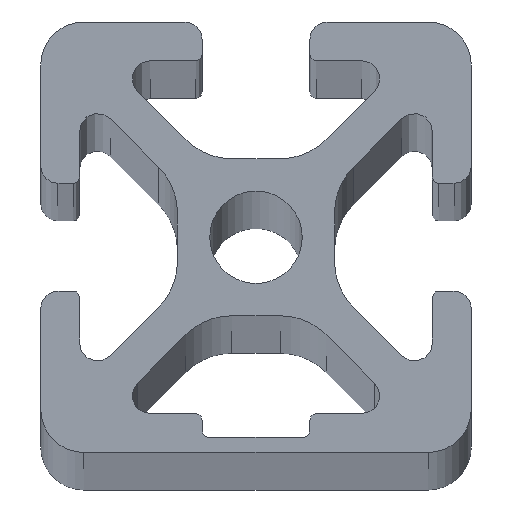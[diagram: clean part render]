
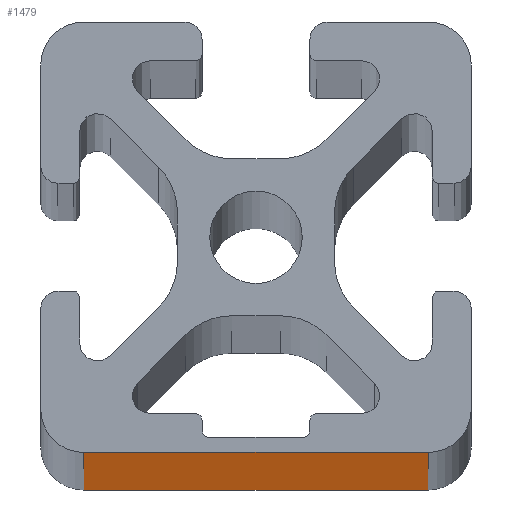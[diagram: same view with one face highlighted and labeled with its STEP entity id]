
A CAD part, top view. The second image highlights one B-rep face of the part: STEP entity #1479.
In plain terms, the highlighted planar face has unit normal (0, -1, 0).
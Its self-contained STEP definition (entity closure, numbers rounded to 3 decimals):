
#200=FACE_OUTER_BOUND($,#274,.T.);
#274=EDGE_LOOP($,(#1210,#1211,#1212,#1213));
#420=LINE($,#2497,#564);
#421=LINE($,#2500,#565);
#422=LINE($,#2502,#566);
#423=LINE($,#2503,#567);
#564=VECTOR($,#2053,1000.);
#565=VECTOR($,#2056,16.);
#566=VECTOR($,#2057,16.);
#567=VECTOR($,#2058,1000.);
#710=VERTEX_POINT($,#2493);
#711=VERTEX_POINT($,#2495);
#712=VERTEX_POINT($,#2499);
#713=VERTEX_POINT($,#2501);
#924=EDGE_CURVE($,#710,#711,#420,.T.);
#925=EDGE_CURVE($,#712,#710,#421,.T.);
#926=EDGE_CURVE($,#713,#711,#422,.T.);
#927=EDGE_CURVE($,#712,#713,#423,.T.);
#1210=ORIENTED_EDGE($,*,*,#925,.T.);
#1211=ORIENTED_EDGE($,*,*,#924,.T.);
#1212=ORIENTED_EDGE($,*,*,#926,.F.);
#1213=ORIENTED_EDGE($,*,*,#927,.F.);
#1406=PLANE($,#1627);
#1479=ADVANCED_FACE($,(#200),#1406,.T.);
#1627=AXIS2_PLACEMENT_3D($,#2498,#2054,#2055);
#2053=DIRECTION($,(0.,0.,1.));
#2054=DIRECTION('center_axis',(0.,-1.,0.));
#2055=DIRECTION('ref_axis',(1.,0.,0.));
#2056=DIRECTION($,(1.,0.,0.));
#2057=DIRECTION($,(1.,0.,0.));
#2058=DIRECTION($,(0.,0.,1.));
#2493=CARTESIAN_POINT('',(8.,-10.,0.));
#2495=CARTESIAN_POINT('',(8.,-10.,1000.));
#2497=CARTESIAN_POINT($,(8.,-10.,0.));
#2498=CARTESIAN_POINT('Origin',(-8.,-10.,0.));
#2499=CARTESIAN_POINT('',(-8.,-10.,0.));
#2500=CARTESIAN_POINT($,(-8.,-10.,0.));
#2501=CARTESIAN_POINT('',(-8.,-10.,1000.));
#2502=CARTESIAN_POINT($,(-8.,-10.,1000.));
#2503=CARTESIAN_POINT($,(-8.,-10.,0.));
